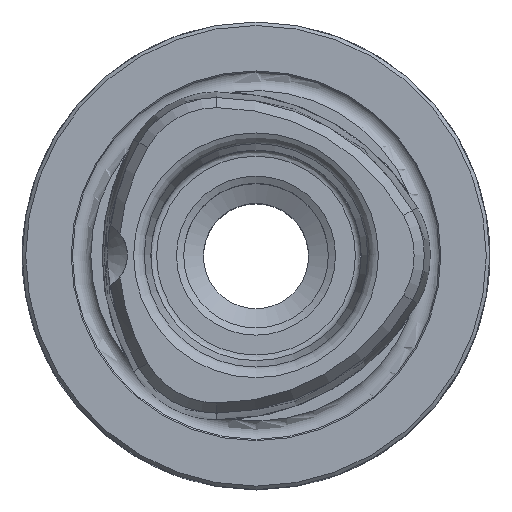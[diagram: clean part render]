
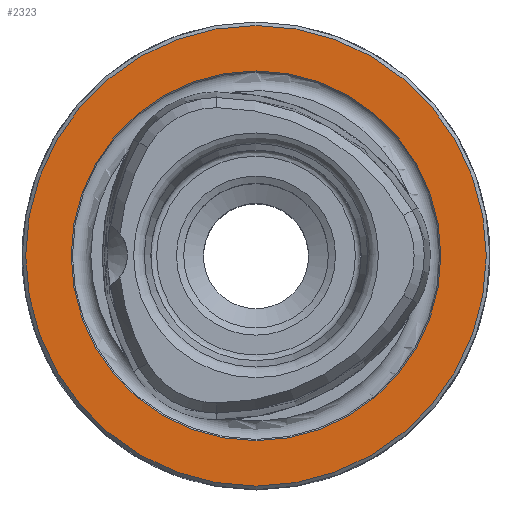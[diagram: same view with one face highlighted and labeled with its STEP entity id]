
A CAD part, top view. The second image highlights one B-rep face of the part: STEP entity #2323.
In plain terms, the highlighted planar face has unit normal (0, 0, 1).
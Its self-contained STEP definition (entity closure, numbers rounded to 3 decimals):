
#232=PLANE('',#2522);
#536=ORIENTED_EDGE('',*,*,#848,.T.);
#537=ORIENTED_EDGE('',*,*,#845,.F.);
#845=EDGE_CURVE('',#1016,#1016,#1108,.T.);
#848=EDGE_CURVE('',#1019,#1019,#1111,.T.);
#1016=VERTEX_POINT('',#3708);
#1019=VERTEX_POINT('',#3716);
#1108=CIRCLE('',#2518,15.814);
#1111=CIRCLE('',#2523,19.7);
#1212=EDGE_LOOP('',(#536));
#1213=EDGE_LOOP('',(#537));
#1369=FACE_BOUND('',#1212,.T.);
#1370=FACE_BOUND('',#1213,.T.);
#2323=ADVANCED_FACE('',(#1369,#1370),#232,.T.);
#2518=AXIS2_PLACEMENT_3D('',#3707,#2893,#2894);
#2522=AXIS2_PLACEMENT_3D('',#3714,#2901,#2902);
#2523=AXIS2_PLACEMENT_3D('',#3715,#2903,#2904);
#2893=DIRECTION('',(0.,0.,1.));
#2894=DIRECTION('',(1.,0.,0.));
#2901=DIRECTION('',(0.,0.,1.));
#2902=DIRECTION('',(1.,0.,0.));
#2903=DIRECTION('',(0.,0.,1.));
#2904=DIRECTION('',(1.,0.,0.));
#3707=CARTESIAN_POINT('',(0.,0.,0.));
#3708=CARTESIAN_POINT('',(15.814,0.,0.));
#3714=CARTESIAN_POINT('',(15.5,0.,0.));
#3715=CARTESIAN_POINT('',(0.,0.,0.));
#3716=CARTESIAN_POINT('',(19.7,0.,0.));
